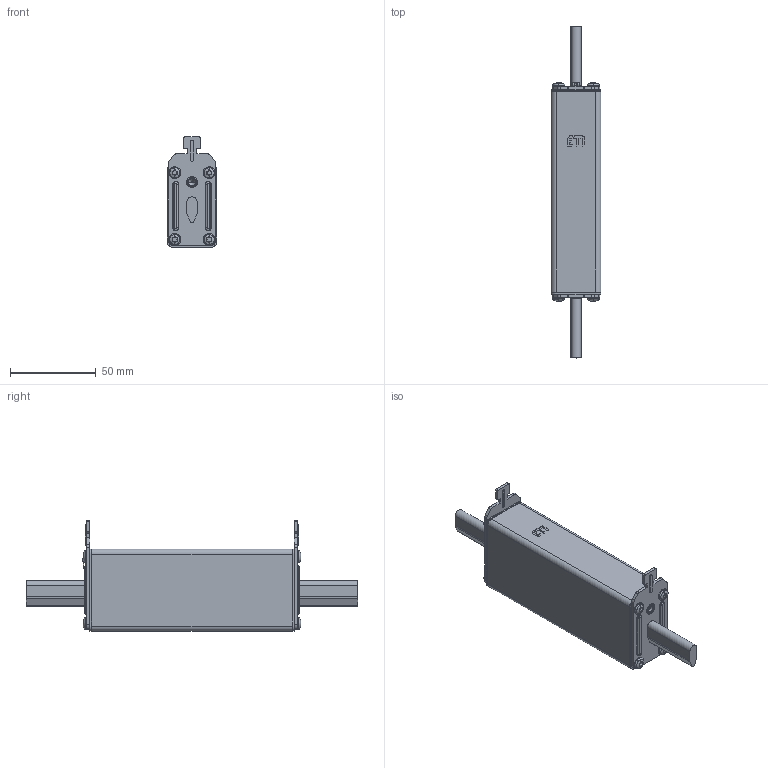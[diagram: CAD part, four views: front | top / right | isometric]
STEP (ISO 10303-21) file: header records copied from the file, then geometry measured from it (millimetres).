
FILE_DESCRIPTION((''),'2;1');
FILE_NAME('01XL_1500V_ASM','2021-09-27T',('marketing.praksa'),('Audax d.o.o.'),'CREO PARAMETRIC BY PTC INC, 2017480','CREO PARAMETRIC BY PTC INC, 2017480','');
FILE_SCHEMA(('AUTOMOTIVE_DESIGN { 1 0 10303 214 1 1 1 1 }'));
Length unit declared in the file: millimetre
Products named in the file (10): 0000060942_2; 0000011548_1_1_2; 0000003479_1_1; 0000003933_1_1; 0000003496_ASM_1_1_ASM; 0000011586_1; 0000011580_1_1_2_3_4_5_6_7_8_12; 0000043213_1; 0000037880_1; 01XL_1500V_ASM
Assembly tree (18 placements, depth 3):
  01XL_1500V_ASM
    0000060942_2
    0000011548_1_1_2  x2
    0000003496_ASM_1_1_ASM  x2
      0000003479_1_1
      0000003933_1_1
    0000011586_1
    0000011580_1_1_2_3_4_5_6_7_8_12
    0000043213_1  x8
    0000037880_1
Bounding box: 29 x 194 x 64.5 mm (x, y, z)
Volume: 174246.6 mm3; surface area: 40708.6 mm2
Topology: 18 solids, 30 shells, 1091 faces, 2958 edges, 1920 vertices
Faces by surface type: cylinder 503, plane 257, bspline 163, cone 96, torus 40, sphere 16, extrusion 16
Entity records: 29540 total; most frequent: CARTESIAN_POINT 10818, DIRECTION 2676, ORIENTED_EDGE 2490, EDGE_CURVE 1265, AXIS2_PLACEMENT_3D 1034, PRESENTATION_STYLE_ASSIGNMENT 1029, STYLED_ITEM 978, VERTEX_POINT 812
